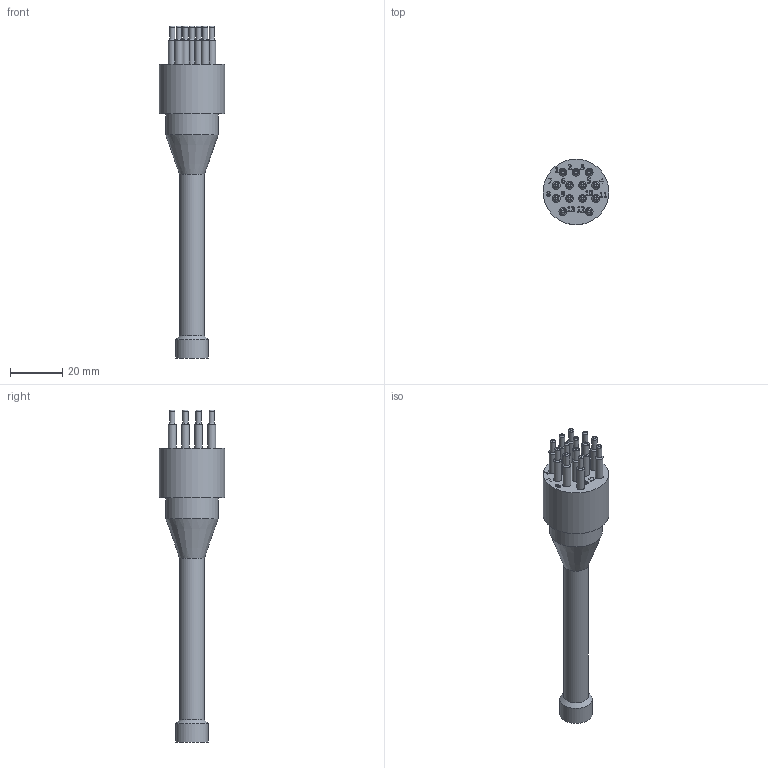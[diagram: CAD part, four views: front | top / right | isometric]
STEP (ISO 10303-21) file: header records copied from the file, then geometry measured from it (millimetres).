
FILE_DESCRIPTION(/* description */ (''),/* implementation_level */ '2;1');
FILE_NAME(/* name */ 'DDC13M.stp',/* time_stamp */ '2014-11-13T15:17:20+01:00',/* author */ ('sh'),/* organization */ (''),/* preprocessor_version */ 'ST-DEVELOPER v15.2',/* originating_system */ 'Autodesk Inventor 2014',/* authorisation */ '');
FILE_SCHEMA (('AUTOMOTIVE_DESIGN { 1 0 10303 214 3 1 1 }'));
Length unit declared in the file: millimetre
Products named in the file (1): DDC13M
Bounding box: 25 x 25 x 126.5 mm (x, y, z)
Volume: 20932.4 mm3; surface area: 7219.9 mm2
Topology: 1 solids, 1 shells, 367 faces, 941 edges, 613 vertices
Faces by surface type: plane 161, bspline 161, cylinder 30, cone 15
Full cylindrical faces by diameter (mm): 2 x13, 3 x13, 9.5 x1, 12.5 x1, 20 x1, 25 x1
Entity records: 12201 total; most frequent: CARTESIAN_POINT 4165, ORIENTED_EDGE 1792, DIRECTION 1074, EDGE_CURVE 896, VERTEX_POINT 613, LINE 514, VECTOR 514, EDGE_LOOP 449
